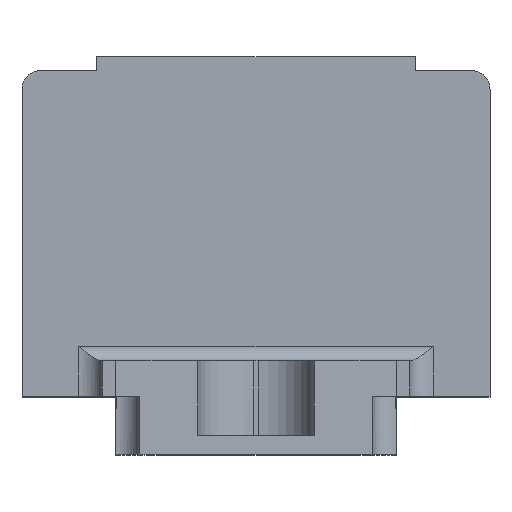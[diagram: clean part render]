
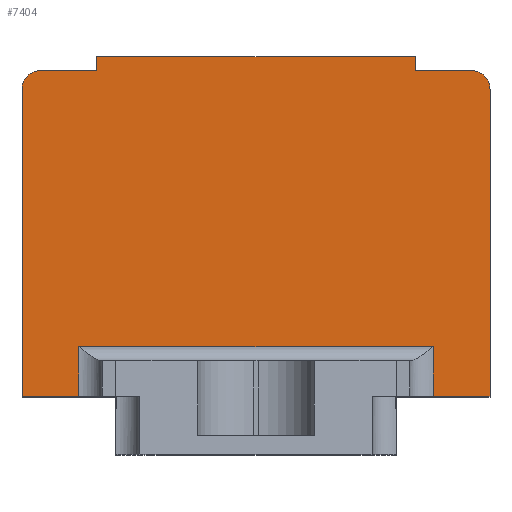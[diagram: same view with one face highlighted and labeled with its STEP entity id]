
A CAD part, top view. The second image highlights one B-rep face of the part: STEP entity #7404.
In plain terms, the highlighted planar face has unit normal (0, 0, 1).
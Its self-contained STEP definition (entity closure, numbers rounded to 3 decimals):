
#1974=CARTESIAN_POINT('',(23.,39.,72.1));
#1975=DIRECTION('',(0.,0.,1.));
#1976=DIRECTION('',(1.,0.,0.));
#1977=AXIS2_PLACEMENT_3D('',#1974,#1975,#1976);
#1988=DIRECTION('',(1.,0.,0.));
#1989=VECTOR('',#1988,6.);
#1990=CARTESIAN_POINT('',(-23.,41.,72.1));
#1991=LINE('',#1990,#1989);
#1992=DIRECTION('',(0.,1.,0.));
#1993=VECTOR('',#1992,1.5);
#1994=CARTESIAN_POINT('',(-17.,41.,72.1));
#1995=LINE('',#1994,#1993);
#1996=DIRECTION('',(1.,0.,0.));
#1997=VECTOR('',#1996,34.);
#1998=CARTESIAN_POINT('',(-17.,42.5,72.1));
#1999=LINE('',#1998,#1997);
#2000=DIRECTION('',(0.,-1.,0.));
#2001=VECTOR('',#2000,1.5);
#2002=CARTESIAN_POINT('',(17.,42.5,72.1));
#2003=LINE('',#2002,#2001);
#2004=DIRECTION('',(1.,0.,0.));
#2005=VECTOR('',#2004,6.);
#2006=CARTESIAN_POINT('',(17.,41.,72.1));
#2007=LINE('',#2006,#2005);
#2008=DIRECTION('',(0.,-1.,0.));
#2009=VECTOR('',#2008,32.8);
#2010=CARTESIAN_POINT('',(25.,39.,72.1));
#2011=LINE('',#2010,#2009);
#2012=DIRECTION('',(-1.,0.,0.));
#2013=VECTOR('',#2012,6.087);
#2014=CARTESIAN_POINT('',(25.,6.2,72.1));
#2015=LINE('',#2014,#2013);
#2016=DIRECTION('',(-1.,0.,0.));
#2017=VECTOR('',#2016,6.087);
#2018=CARTESIAN_POINT('',(-18.913,6.2,72.1));
#2019=LINE('',#2018,#2017);
#2020=DIRECTION('',(0.,1.,0.));
#2021=VECTOR('',#2020,32.8);
#2022=CARTESIAN_POINT('',(-25.,6.2,72.1));
#2023=LINE('',#2022,#2021);
#2028=CARTESIAN_POINT('',(-23.,39.,72.1));
#2029=DIRECTION('',(0.,0.,1.));
#2030=DIRECTION('',(0.,1.,0.));
#2031=AXIS2_PLACEMENT_3D('',#2028,#2029,#2030);
#2062=DIRECTION('',(0.,-1.,0.));
#2063=VECTOR('',#2062,5.3);
#2064=CARTESIAN_POINT('',(18.913,11.5,72.1));
#2065=LINE('',#2064,#2063);
#2125=DIRECTION('',(1.,0.,0.));
#2126=VECTOR('',#2125,37.825);
#2127=CARTESIAN_POINT('',(-18.913,11.5,72.1));
#2128=LINE('',#2127,#2126);
#2143=DIRECTION('',(0.,-1.,0.));
#2144=VECTOR('',#2143,5.3);
#2145=CARTESIAN_POINT('',(-18.913,11.5,72.1));
#2146=LINE('',#2145,#2144);
#4130=CARTESIAN_POINT('',(-17.,41.,72.1));
#4131=CARTESIAN_POINT('',(-17.,42.5,72.1));
#4132=VERTEX_POINT('',#4130);
#4133=VERTEX_POINT('',#4131);
#4134=CARTESIAN_POINT('',(17.,42.5,72.1));
#4135=VERTEX_POINT('',#4134);
#4136=CARTESIAN_POINT('',(17.,41.,72.1));
#4137=VERTEX_POINT('',#4136);
#4146=CARTESIAN_POINT('',(25.,6.2,72.1));
#4148=VERTEX_POINT('',#4146);
#4150=CARTESIAN_POINT('',(-25.,6.2,72.1));
#4152=VERTEX_POINT('',#4150);
#4222=CARTESIAN_POINT('',(18.913,6.2,72.1));
#4223=VERTEX_POINT('',#4222);
#4228=CARTESIAN_POINT('',(-18.913,6.2,72.1));
#4229=VERTEX_POINT('',#4228);
#4230=CARTESIAN_POINT('',(-18.913,11.5,72.1));
#4231=CARTESIAN_POINT('',(18.913,11.5,72.1));
#4232=VERTEX_POINT('',#4230);
#4233=VERTEX_POINT('',#4231);
#4437=CARTESIAN_POINT('',(-23.,41.,72.1));
#4439=VERTEX_POINT('',#4437);
#4440=CARTESIAN_POINT('',(-25.,39.,72.1));
#4441=VERTEX_POINT('',#4440);
#4445=CARTESIAN_POINT('',(25.,39.,72.1));
#4447=VERTEX_POINT('',#4445);
#4448=CARTESIAN_POINT('',(23.,41.,72.1));
#4449=VERTEX_POINT('',#4448);
#7373=CARTESIAN_POINT('',(0.,0.,72.1));
#7374=DIRECTION('',(0.,0.,-1.));
#7375=DIRECTION('',(-1.,0.,0.));
#7376=AXIS2_PLACEMENT_3D('',#7373,#7374,#7375);
#7377=PLANE('',#7376);
#7379=ORIENTED_EDGE('',*,*,#7378,.F.);
#7381=ORIENTED_EDGE('',*,*,#7380,.T.);
#7383=ORIENTED_EDGE('',*,*,#7382,.T.);
#7385=ORIENTED_EDGE('',*,*,#7384,.T.);
#7387=ORIENTED_EDGE('',*,*,#7386,.T.);
#7389=ORIENTED_EDGE('',*,*,#7388,.T.);
#7390=ORIENTED_EDGE('',*,*,#7365,.F.);
#7391=ORIENTED_EDGE('',*,*,#7354,.T.);
#7392=ORIENTED_EDGE('',*,*,#6924,.T.);
#7394=ORIENTED_EDGE('',*,*,#7393,.F.);
#7396=ORIENTED_EDGE('',*,*,#7395,.F.);
#7398=ORIENTED_EDGE('',*,*,#7397,.T.);
#7399=ORIENTED_EDGE('',*,*,#7277,.T.);
#7401=ORIENTED_EDGE('',*,*,#7400,.T.);
#7402=EDGE_LOOP('',(#7379,#7381,#7383,#7385,#7387,#7389,#7390,#7391,#7392,#7394,
#7396,#7398,#7399,#7401));
#7403=FACE_OUTER_BOUND('',#7402,.F.);
#7404=ADVANCED_FACE('',(#7403),#7377,.F.);
#1978=CIRCLE('',#1977,2.);
#2032=CIRCLE('',#2031,2.);
#6924=EDGE_CURVE('',#4148,#4223,#2015,.T.);
#7277=EDGE_CURVE('',#4229,#4152,#2019,.T.);
#7354=EDGE_CURVE('',#4447,#4148,#2011,.T.);
#7365=EDGE_CURVE('',#4447,#4449,#1978,.T.);
#7378=EDGE_CURVE('',#4439,#4441,#2032,.T.);
#7380=EDGE_CURVE('',#4439,#4132,#1991,.T.);
#7382=EDGE_CURVE('',#4132,#4133,#1995,.T.);
#7384=EDGE_CURVE('',#4133,#4135,#1999,.T.);
#7386=EDGE_CURVE('',#4135,#4137,#2003,.T.);
#7388=EDGE_CURVE('',#4137,#4449,#2007,.T.);
#7393=EDGE_CURVE('',#4233,#4223,#2065,.T.);
#7395=EDGE_CURVE('',#4232,#4233,#2128,.T.);
#7397=EDGE_CURVE('',#4232,#4229,#2146,.T.);
#7400=EDGE_CURVE('',#4152,#4441,#2023,.T.);
